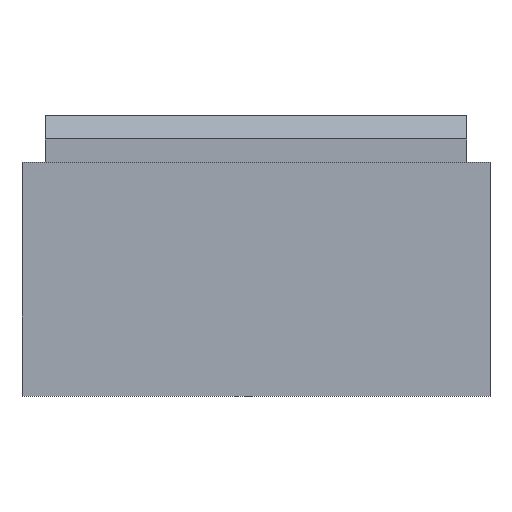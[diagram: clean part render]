
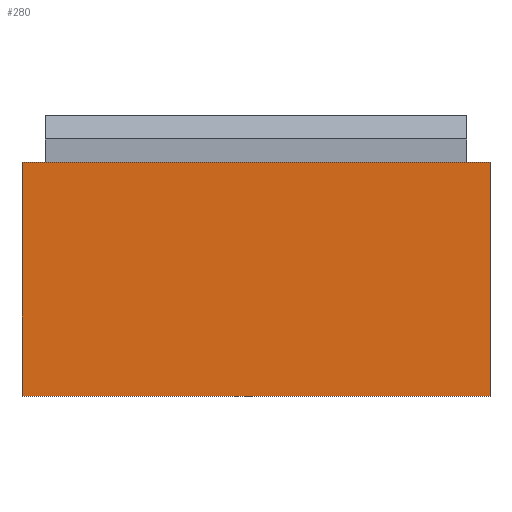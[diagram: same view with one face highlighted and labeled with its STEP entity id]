
A CAD part, top view. The second image highlights one B-rep face of the part: STEP entity #280.
In plain terms, the highlighted planar face has unit normal (0, 0, 1).
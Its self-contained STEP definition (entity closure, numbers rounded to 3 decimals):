
#30=FACE_OUTER_BOUND('',#46,.T.);
#46=EDGE_LOOP('',(#247,#248,#249,#250));
#75=LINE('',#440,#111);
#78=LINE('',#445,#114);
#80=LINE('',#449,#116);
#82=LINE('',#452,#118);
#111=VECTOR('',#362,10.);
#114=VECTOR('',#367,10.);
#116=VECTOR('',#371,10.);
#118=VECTOR('',#375,10.);
#139=VERTEX_POINT('',#438);
#140=VERTEX_POINT('',#439);
#141=VERTEX_POINT('',#444);
#142=VERTEX_POINT('',#448);
#171=EDGE_CURVE('',#139,#140,#75,.T.);
#174=EDGE_CURVE('',#140,#141,#78,.T.);
#176=EDGE_CURVE('',#141,#142,#80,.T.);
#178=EDGE_CURVE('',#142,#139,#82,.T.);
#247=ORIENTED_EDGE('',*,*,#178,.T.);
#248=ORIENTED_EDGE('',*,*,#171,.T.);
#249=ORIENTED_EDGE('',*,*,#174,.T.);
#250=ORIENTED_EDGE('',*,*,#176,.T.);
#265=PLANE('',#309);
#280=ADVANCED_FACE('',(#30),#265,.F.);
#309=AXIS2_PLACEMENT_3D('',#453,#376,#377);
#362=DIRECTION('',(0.,1.,0.));
#367=DIRECTION('',(-1.,0.,0.));
#371=DIRECTION('',(0.,-1.,0.));
#375=DIRECTION('',(1.,0.,0.));
#376=DIRECTION('center_axis',(0.,0.,-1.));
#377=DIRECTION('ref_axis',(1.,0.,0.));
#438=CARTESIAN_POINT('',(4.911,31.,0.989));
#439=CARTESIAN_POINT('',(4.911,36.,0.989));
#440=CARTESIAN_POINT('',(4.911,31.,0.989));
#444=CARTESIAN_POINT('',(-5.089,36.,0.989));
#445=CARTESIAN_POINT('',(4.911,36.,0.989));
#448=CARTESIAN_POINT('',(-5.089,31.,0.989));
#449=CARTESIAN_POINT('',(-5.089,36.,0.989));
#452=CARTESIAN_POINT('',(-5.089,31.,0.989));
#453=CARTESIAN_POINT('Origin',(-0.089,33.5,0.989));
